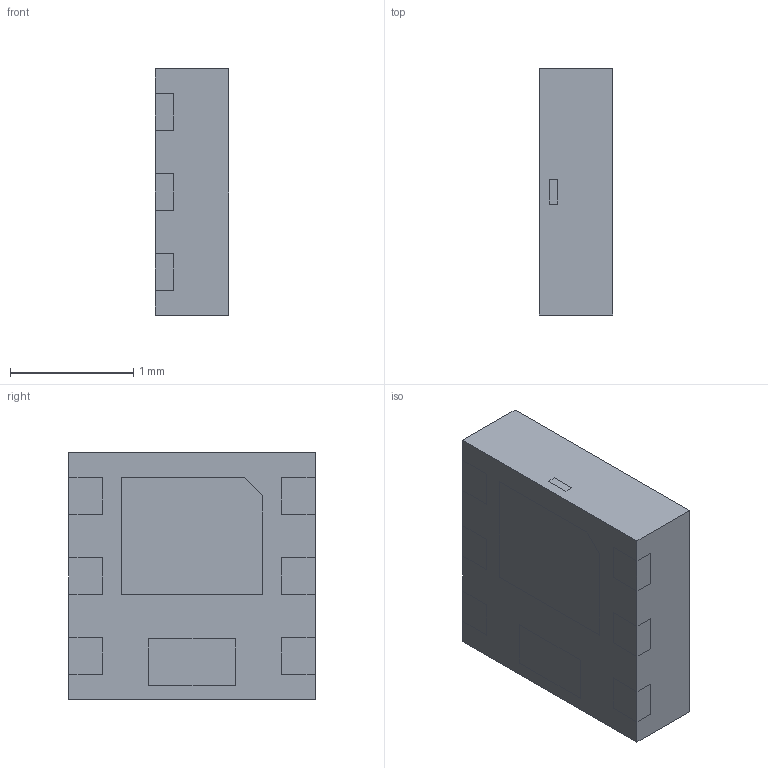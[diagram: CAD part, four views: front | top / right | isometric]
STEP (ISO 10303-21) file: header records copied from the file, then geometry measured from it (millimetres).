
FILE_DESCRIPTION(/* description */ (''),/* implementation_level */ '2;1');
FILE_NAME(/* name */ 'DFN2020F-6_STP',/* time_stamp */ '2021-07-15T16:13:37+08:00',/* author */ ('Wei Wu'),/* organization */ ('Diodes'),/* preprocessor_version */ 'ST-DEVELOPER v16.7',/* originating_system */ 'DEX',/* authorisation */ $);
FILE_SCHEMA (('AUTOMOTIVE_DESIGN {1 0 10303 214 3 1 1}'));
Length unit declared in the file: millimetre
Products named in the file (3): DFN2020F-6 3D ASS; CPD; LDF
Assembly tree (2 placements, depth 2):
  DFN2020F-6 3D ASS
    CPD
    LDF
Bounding box: 0.6 x 2 x 2 mm (x, y, z)
Volume: 2.4 mm3; surface area: 25.2 mm2
Topology: 4 solids, 4 shells, 171 faces, 516 edges, 344 vertices
Faces by surface type: plane 141, cylinder 30
Entity records: 6465 total; most frequent: CARTESIAN_POINT 1034, ORIENTED_EDGE 1032, DIRECTION 924, EDGE_CURVE 516, LINE 456, VECTOR 456, VERTEX_POINT 344, AXIS2_PLACEMENT_3D 234
